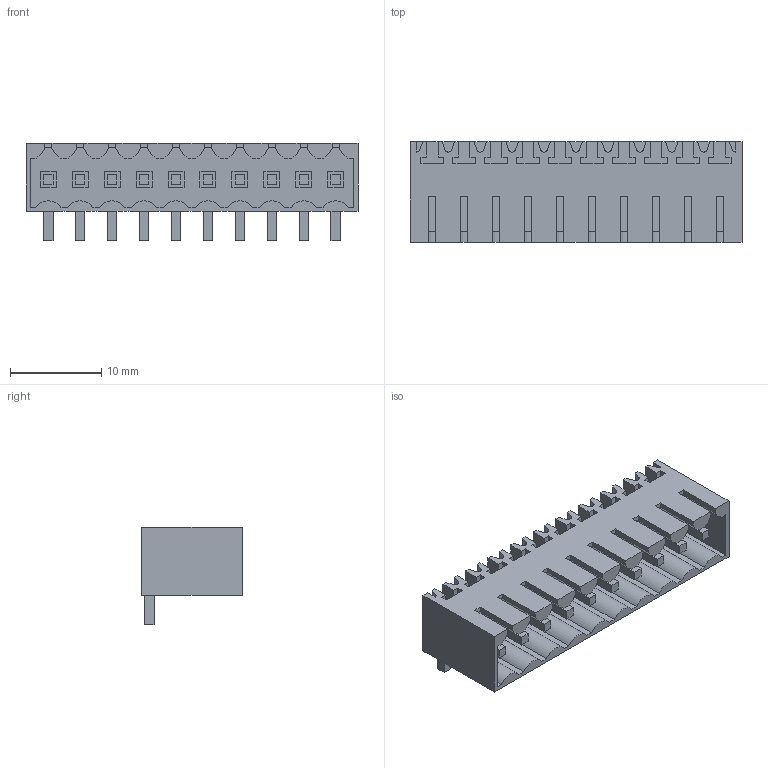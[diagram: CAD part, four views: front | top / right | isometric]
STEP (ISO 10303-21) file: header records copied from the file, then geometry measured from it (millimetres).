
FILE_DESCRIPTION(('CATIA V5 STEP Exchange','CAx-IF Rec.Pracs.--- Model Styling and Organization---1.2---2011-12-15'),'2;1');
FILE_NAME ('D1454508_0_1689780000_1689780000.stp','2018-03-06T11:44:15+00:00',('none'),('Weidmueller'),'CATIA Version 5-6 Release 2014','CATIA V5 STEP AP214','none');
FILE_SCHEMA(('AUTOMOTIVE_DESIGN { 1 0 10303 214 1 1 1 1 }'));
Length unit declared in the file: millimetre
Products named in the file (1): 1689780000
Bounding box: 36.4 x 11.05 x 10.65 mm (x, y, z)
Volume: 1333.6 mm3; surface area: 3668 mm2
Topology: 11 solids, 11 shells, 574 faces, 1753 edges, 1201 vertices
Faces by surface type: plane 533, cylinder 41
Entity records: 18047 total; most frequent: ORIENTED_EDGE 3506, CARTESIAN_POINT 3264, DIRECTION 2371, EDGE_CURVE 1753, VECTOR 1653, LINE 1653, VERTEX_POINT 1201, EDGE_LOOP 594
